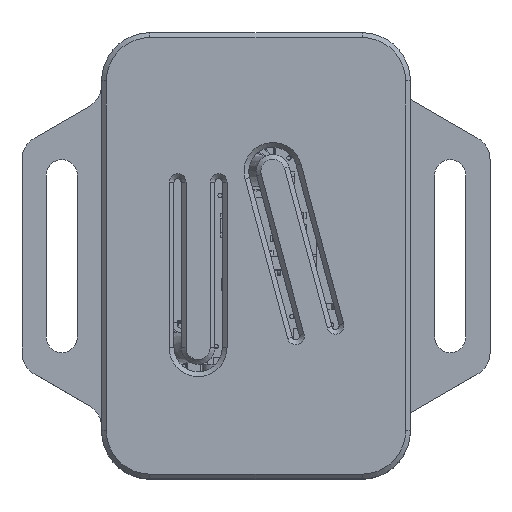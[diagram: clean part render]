
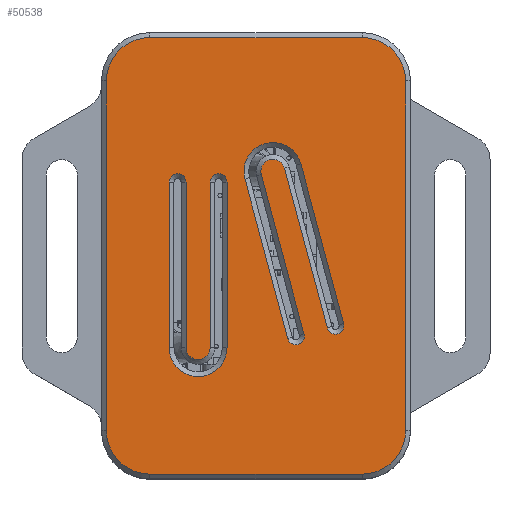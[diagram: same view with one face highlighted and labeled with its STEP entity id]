
A CAD part, top view. The second image highlights one B-rep face of the part: STEP entity #50538.
In plain terms, the highlighted planar face has unit normal (0, 0, 1).
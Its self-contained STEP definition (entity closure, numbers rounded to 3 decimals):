
#1196=FACE_BOUND('',#9186,.T.);
#1197=FACE_BOUND('',#9187,.T.);
#3264=PLANE('',#54581);
#6054=FACE_OUTER_BOUND('',#9185,.T.);
#9185=EDGE_LOOP('',(#45774,#45775,#45776,#45777,#45778,#45779,#45780,#45781));
#9186=EDGE_LOOP('',(#45782,#45783,#45784,#45785,#45786,#45787,#45788,#45789));
#9187=EDGE_LOOP('',(#45790,#45791,#45792,#45793,#45794,#45795,#45796,#45797));
#14631=LINE('',#84250,#20157);
#14635=LINE('',#84262,#20161);
#14639=LINE('',#84274,#20165);
#14643=LINE('',#84285,#20169);
#14652=LINE('',#84308,#20178);
#14653=LINE('',#84312,#20179);
#14654=LINE('',#84316,#20180);
#14655=LINE('',#84320,#20181);
#14656=LINE('',#84324,#20182);
#14657=LINE('',#84328,#20183);
#14658=LINE('',#84332,#20184);
#14659=LINE('',#84336,#20185);
#20157=VECTOR('',#67262,10.);
#20161=VECTOR('',#67274,10.);
#20165=VECTOR('',#67286,10.);
#20169=VECTOR('',#67298,10.);
#20178=VECTOR('',#67321,10.);
#20179=VECTOR('',#67324,10.);
#20180=VECTOR('',#67327,10.);
#20181=VECTOR('',#67330,10.);
#20182=VECTOR('',#67333,10.);
#20183=VECTOR('',#67336,10.);
#20184=VECTOR('',#67339,10.);
#20185=VECTOR('',#67342,10.);
#21269=CIRCLE('',#54561,3.6);
#21271=CIRCLE('',#54565,3.6);
#21273=CIRCLE('',#54569,3.6);
#21275=CIRCLE('',#54573,3.6);
#21278=CIRCLE('',#54582,2.4);
#21279=CIRCLE('',#54583,0.7);
#21280=CIRCLE('',#54584,1.);
#21281=CIRCLE('',#54585,0.7);
#21282=CIRCLE('',#54586,0.7);
#21283=CIRCLE('',#54587,1.);
#21284=CIRCLE('',#54588,0.7);
#21285=CIRCLE('',#54589,2.4);
#25606=VERTEX_POINT('',#84240);
#25609=VERTEX_POINT('',#84245);
#25610=VERTEX_POINT('',#84249);
#25612=VERTEX_POINT('',#84255);
#25614=VERTEX_POINT('',#84261);
#25616=VERTEX_POINT('',#84267);
#25618=VERTEX_POINT('',#84273);
#25620=VERTEX_POINT('',#84279);
#25627=VERTEX_POINT('',#84306);
#25628=VERTEX_POINT('',#84307);
#25629=VERTEX_POINT('',#84309);
#25630=VERTEX_POINT('',#84311);
#25631=VERTEX_POINT('',#84313);
#25632=VERTEX_POINT('',#84315);
#25633=VERTEX_POINT('',#84317);
#25634=VERTEX_POINT('',#84319);
#25635=VERTEX_POINT('',#84322);
#25636=VERTEX_POINT('',#84323);
#25637=VERTEX_POINT('',#84325);
#25638=VERTEX_POINT('',#84327);
#25639=VERTEX_POINT('',#84329);
#25640=VERTEX_POINT('',#84331);
#25641=VERTEX_POINT('',#84333);
#25642=VERTEX_POINT('',#84335);
#32335=EDGE_CURVE('',#25609,#25606,#21269,.T.);
#32336=EDGE_CURVE('',#25606,#25610,#14631,.T.);
#32341=EDGE_CURVE('',#25610,#25612,#21271,.T.);
#32342=EDGE_CURVE('',#25612,#25614,#14635,.T.);
#32347=EDGE_CURVE('',#25614,#25616,#21273,.T.);
#32348=EDGE_CURVE('',#25616,#25618,#14639,.T.);
#32353=EDGE_CURVE('',#25618,#25620,#21275,.T.);
#32354=EDGE_CURVE('',#25620,#25609,#14643,.T.);
#32365=EDGE_CURVE('',#25627,#25628,#14652,.T.);
#32366=EDGE_CURVE('',#25629,#25627,#21278,.T.);
#32367=EDGE_CURVE('',#25630,#25629,#14653,.T.);
#32368=EDGE_CURVE('',#25631,#25630,#21279,.T.);
#32369=EDGE_CURVE('',#25632,#25631,#14654,.T.);
#32370=EDGE_CURVE('',#25633,#25632,#21280,.T.);
#32371=EDGE_CURVE('',#25634,#25633,#14655,.T.);
#32372=EDGE_CURVE('',#25628,#25634,#21281,.T.);
#32373=EDGE_CURVE('',#25635,#25636,#14656,.T.);
#32374=EDGE_CURVE('',#25637,#25635,#21282,.T.);
#32375=EDGE_CURVE('',#25638,#25637,#14657,.T.);
#32376=EDGE_CURVE('',#25639,#25638,#21283,.T.);
#32377=EDGE_CURVE('',#25640,#25639,#14658,.T.);
#32378=EDGE_CURVE('',#25641,#25640,#21284,.T.);
#32379=EDGE_CURVE('',#25642,#25641,#14659,.T.);
#32380=EDGE_CURVE('',#25636,#25642,#21285,.T.);
#45774=ORIENTED_EDGE('',*,*,#32335,.F.);
#45775=ORIENTED_EDGE('',*,*,#32354,.F.);
#45776=ORIENTED_EDGE('',*,*,#32353,.F.);
#45777=ORIENTED_EDGE('',*,*,#32348,.F.);
#45778=ORIENTED_EDGE('',*,*,#32347,.F.);
#45779=ORIENTED_EDGE('',*,*,#32342,.F.);
#45780=ORIENTED_EDGE('',*,*,#32341,.F.);
#45781=ORIENTED_EDGE('',*,*,#32336,.F.);
#45782=ORIENTED_EDGE('',*,*,#32365,.F.);
#45783=ORIENTED_EDGE('',*,*,#32366,.F.);
#45784=ORIENTED_EDGE('',*,*,#32367,.F.);
#45785=ORIENTED_EDGE('',*,*,#32368,.F.);
#45786=ORIENTED_EDGE('',*,*,#32369,.F.);
#45787=ORIENTED_EDGE('',*,*,#32370,.F.);
#45788=ORIENTED_EDGE('',*,*,#32371,.F.);
#45789=ORIENTED_EDGE('',*,*,#32372,.F.);
#45790=ORIENTED_EDGE('',*,*,#32373,.F.);
#45791=ORIENTED_EDGE('',*,*,#32374,.F.);
#45792=ORIENTED_EDGE('',*,*,#32375,.F.);
#45793=ORIENTED_EDGE('',*,*,#32376,.F.);
#45794=ORIENTED_EDGE('',*,*,#32377,.F.);
#45795=ORIENTED_EDGE('',*,*,#32378,.F.);
#45796=ORIENTED_EDGE('',*,*,#32379,.F.);
#45797=ORIENTED_EDGE('',*,*,#32380,.F.);
#50538=ADVANCED_FACE('',(#6054,#1196,#1197),#3264,.T.);
#54561=AXIS2_PLACEMENT_3D('',#84247,#67258,#67259);
#54565=AXIS2_PLACEMENT_3D('',#84259,#67270,#67271);
#54569=AXIS2_PLACEMENT_3D('',#84271,#67282,#67283);
#54573=AXIS2_PLACEMENT_3D('',#84283,#67294,#67295);
#54581=AXIS2_PLACEMENT_3D('',#84305,#67319,#67320);
#54582=AXIS2_PLACEMENT_3D('',#84310,#67322,#67323);
#54583=AXIS2_PLACEMENT_3D('',#84314,#67325,#67326);
#54584=AXIS2_PLACEMENT_3D('',#84318,#67328,#67329);
#54585=AXIS2_PLACEMENT_3D('',#84321,#67331,#67332);
#54586=AXIS2_PLACEMENT_3D('',#84326,#67334,#67335);
#54587=AXIS2_PLACEMENT_3D('',#84330,#67337,#67338);
#54588=AXIS2_PLACEMENT_3D('',#84334,#67340,#67341);
#54589=AXIS2_PLACEMENT_3D('',#84337,#67343,#67344);
#67258=DIRECTION('center_axis',(0.,0.,-1.));
#67259=DIRECTION('ref_axis',(-0.707,-0.707,0.));
#67262=DIRECTION('',(0.,1.,0.));
#67270=DIRECTION('center_axis',(0.,0.,-1.));
#67271=DIRECTION('ref_axis',(-0.707,0.707,0.));
#67274=DIRECTION('',(1.,0.,0.));
#67282=DIRECTION('center_axis',(0.,0.,-1.));
#67283=DIRECTION('ref_axis',(0.707,0.707,0.));
#67286=DIRECTION('',(0.,-1.,0.));
#67294=DIRECTION('center_axis',(0.,0.,-1.));
#67295=DIRECTION('ref_axis',(0.707,-0.707,0.));
#67298=DIRECTION('',(-1.,0.,0.));
#67319=DIRECTION('center_axis',(0.,0.,1.));
#67320=DIRECTION('ref_axis',(1.,0.,0.));
#67321=DIRECTION('',(0.,1.,0.));
#67322=DIRECTION('center_axis',(0.,0.,1.));
#67323=DIRECTION('ref_axis',(-1.,0.,0.));
#67324=DIRECTION('',(0.,-1.,0.));
#67325=DIRECTION('center_axis',(0.,0.,1.));
#67326=DIRECTION('ref_axis',(0.707,0.707,0.));
#67327=DIRECTION('',(0.,1.,0.));
#67328=DIRECTION('center_axis',(0.,0.,-1.));
#67329=DIRECTION('ref_axis',(-1.,0.,0.));
#67330=DIRECTION('',(0.,-1.,0.));
#67331=DIRECTION('center_axis',(0.,0.,1.));
#67332=DIRECTION('ref_axis',(-0.707,0.707,0.));
#67333=DIRECTION('',(-0.259,0.966,0.));
#67334=DIRECTION('center_axis',(0.,0.,1.));
#67335=DIRECTION('ref_axis',(-0.5,-0.866,0.));
#67336=DIRECTION('',(0.259,-0.966,0.));
#67337=DIRECTION('center_axis',(0.,0.,-1.));
#67338=DIRECTION('ref_axis',(0.966,0.259,0.));
#67339=DIRECTION('',(-0.259,0.966,0.));
#67340=DIRECTION('center_axis',(0.,0.,1.));
#67341=DIRECTION('ref_axis',(-0.5,-0.866,0.));
#67342=DIRECTION('',(0.259,-0.966,0.));
#67343=DIRECTION('center_axis',(0.,0.,1.));
#67344=DIRECTION('ref_axis',(0.966,0.259,0.));
#84240=CARTESIAN_POINT('',(-12.4,-14.5,14.6));
#84245=CARTESIAN_POINT('',(-8.8,-18.1,14.6));
#84247=CARTESIAN_POINT('Origin',(-8.8,-14.5,14.6));
#84249=CARTESIAN_POINT('',(-12.4,14.5,14.6));
#84250=CARTESIAN_POINT('',(-12.4,9.25,14.6));
#84255=CARTESIAN_POINT('',(-8.8,18.1,14.6));
#84259=CARTESIAN_POINT('Origin',(-8.8,14.5,14.6));
#84261=CARTESIAN_POINT('',(8.8,18.1,14.6));
#84262=CARTESIAN_POINT('',(6.4,18.1,14.6));
#84267=CARTESIAN_POINT('',(12.4,14.5,14.6));
#84271=CARTESIAN_POINT('Origin',(8.8,14.5,14.6));
#84273=CARTESIAN_POINT('',(12.4,-14.5,14.6));
#84274=CARTESIAN_POINT('',(12.4,-9.25,14.6));
#84279=CARTESIAN_POINT('',(8.8,-18.1,14.6));
#84283=CARTESIAN_POINT('Origin',(8.8,-14.5,14.6));
#84285=CARTESIAN_POINT('',(-6.4,-18.1,14.6));
#84305=CARTESIAN_POINT('Origin',(0.,0.,14.6));
#84306=CARTESIAN_POINT('',(-2.4,-7.6,14.6));
#84307=CARTESIAN_POINT('',(-2.4,6.1,14.6));
#84308=CARTESIAN_POINT('',(-2.4,-3.8,14.6));
#84309=CARTESIAN_POINT('',(-7.2,-7.6,14.6));
#84310=CARTESIAN_POINT('Origin',(-4.8,-7.6,14.6));
#84311=CARTESIAN_POINT('',(-7.2,6.1,14.6));
#84312=CARTESIAN_POINT('',(-7.2,3.2,14.6));
#84313=CARTESIAN_POINT('',(-5.8,6.1,14.6));
#84314=CARTESIAN_POINT('Origin',(-6.5,6.1,14.6));
#84315=CARTESIAN_POINT('',(-5.8,-7.6,14.6));
#84316=CARTESIAN_POINT('',(-5.8,3.2,14.6));
#84317=CARTESIAN_POINT('',(-3.8,-7.6,14.6));
#84318=CARTESIAN_POINT('Origin',(-4.8,-7.6,14.6));
#84319=CARTESIAN_POINT('',(-3.8,6.1,14.6));
#84320=CARTESIAN_POINT('',(-3.8,-3.8,14.6));
#84321=CARTESIAN_POINT('Origin',(-3.1,6.1,14.6));
#84322=CARTESIAN_POINT('',(7.264,-5.612,14.6));
#84323=CARTESIAN_POINT('',(3.718,7.621,14.6));
#84324=CARTESIAN_POINT('',(6.358,-2.231,14.6));
#84325=CARTESIAN_POINT('',(5.912,-5.974,14.6));
#84326=CARTESIAN_POINT('Origin',(6.588,-5.793,14.6));
#84327=CARTESIAN_POINT('',(2.366,7.259,14.6));
#84328=CARTESIAN_POINT('',(5.006,-2.593,14.6));
#84329=CARTESIAN_POINT('',(0.434,6.741,14.6));
#84330=CARTESIAN_POINT('Origin',(1.4,7.,14.6));
#84331=CARTESIAN_POINT('',(3.98,-6.492,14.6));
#84332=CARTESIAN_POINT('',(1.262,3.651,14.6));
#84333=CARTESIAN_POINT('',(2.628,-6.854,14.6));
#84334=CARTESIAN_POINT('Origin',(3.304,-6.673,14.6));
#84335=CARTESIAN_POINT('',(-0.918,6.379,14.6));
#84336=CARTESIAN_POINT('',(-0.09,3.288,14.6));
#84337=CARTESIAN_POINT('Origin',(1.4,7.,14.6));
